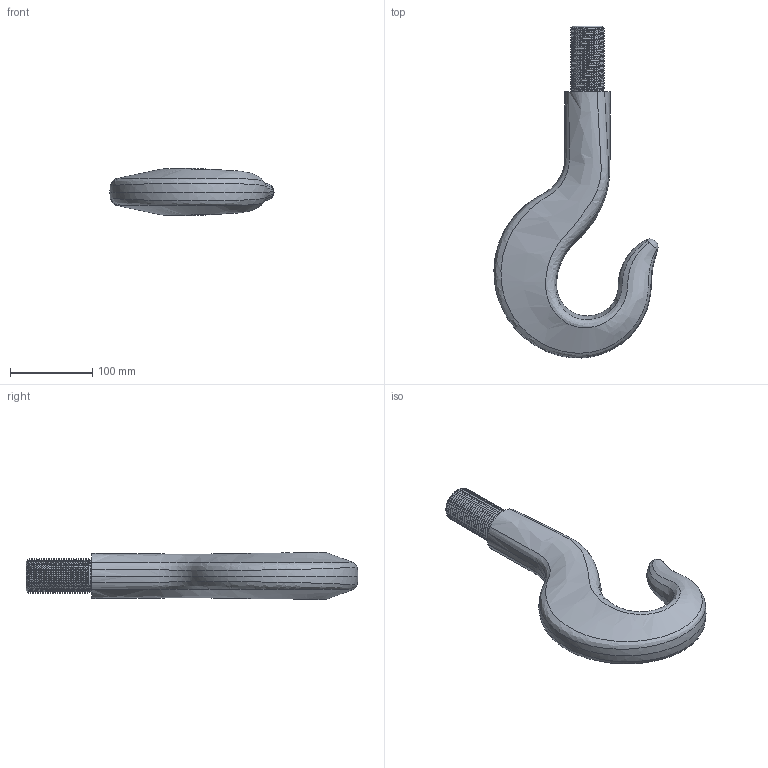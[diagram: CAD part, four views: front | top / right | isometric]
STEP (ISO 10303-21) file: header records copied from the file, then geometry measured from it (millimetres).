
FILE_DESCRIPTION (( 'STEP AP214' ), '1' );
FILE_NAME ('Part32.STEP', '2025-03-03T12:55:20', ( '' ), ( '' ), 'SwSTEP 2.0', 'SolidWorks 2024', '' );
FILE_SCHEMA (( 'AUTOMOTIVE_DESIGN' ));
Length unit declared in the file: millimetre
Products named in the file (1): Part32
Bounding box: 199.58 x 403.64 x 57.54 mm (x, y, z)
Volume: 1325025.6 mm3; surface area: 109645.7 mm2
Topology: 1 solids, 1 shells, 74 faces, 211 edges, 140 vertices
Faces by surface type: cylinder 50, bspline 14, torus 5, cone 3, plane 2
Entity records: 13212 total; most frequent: CARTESIAN_POINT 11622, ORIENTED_EDGE 422, DIRECTION 240, EDGE_CURVE 211, VERTEX_POINT 140, AXIS2_PLACEMENT_3D 94, EDGE_LOOP 75, FACE_OUTER_BOUND 74
